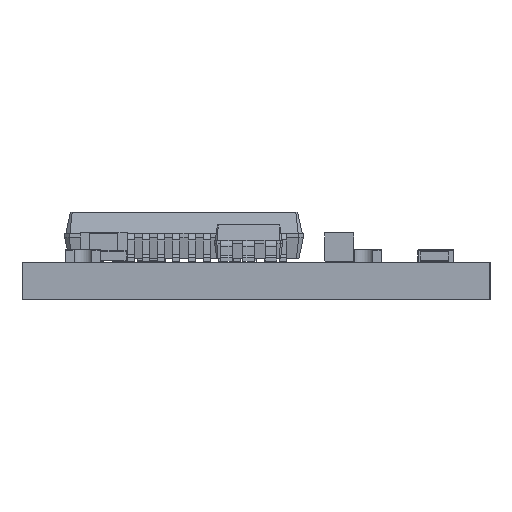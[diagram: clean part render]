
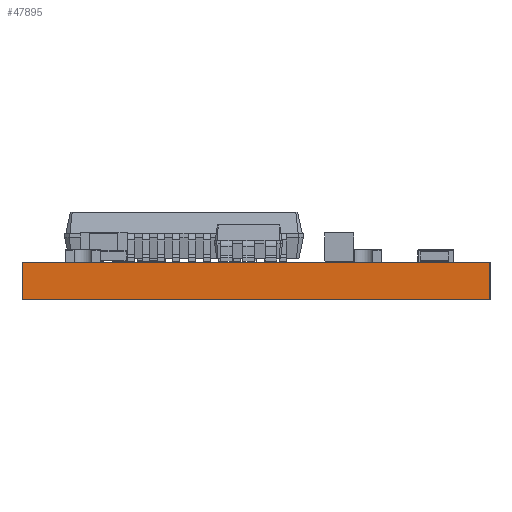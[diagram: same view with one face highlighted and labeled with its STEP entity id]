
A CAD part, left-side view. The second image highlights one B-rep face of the part: STEP entity #47895.
In plain terms, the highlighted planar face has unit normal (-1, 0, 0).
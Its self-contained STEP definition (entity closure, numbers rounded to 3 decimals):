
#47895 = ADVANCED_FACE('',(#47896),#47910,.T.);
#47896 = FACE_BOUND('',#47897,.T.);
#47897 = EDGE_LOOP('',(#47898,#47933,#47961,#47989));
#47898 = ORIENTED_EDGE('',*,*,#47899,.T.);
#47899 = EDGE_CURVE('',#47900,#47902,#47904,.T.);
#47900 = VERTEX_POINT('',#47901);
#47901 = CARTESIAN_POINT('',(123.631,-98.897,0.));
#47902 = VERTEX_POINT('',#47903);
#47903 = CARTESIAN_POINT('',(123.631,-98.897,1.6));
#47904 = SURFACE_CURVE('',#47905,(#47909,#47921),.PCURVE_S1.);
#47905 = LINE('',#47906,#47907);
#47906 = CARTESIAN_POINT('',(123.631,-98.897,0.));
#47907 = VECTOR('',#47908,1.);
#47908 = DIRECTION('',(0.,0.,1.));
#47909 = PCURVE('',#47910,#47915);
#47910 = PLANE('',#47911);
#47911 = AXIS2_PLACEMENT_3D('',#47912,#47913,#47914);
#47912 = CARTESIAN_POINT('',(123.631,-98.897,0.));
#47913 = DIRECTION('',(-1.,0.,0.));
#47914 = DIRECTION('',(0.,1.,0.));
#47915 = DEFINITIONAL_REPRESENTATION('',(#47916),#47920);
#47916 = LINE('',#47917,#47918);
#47917 = CARTESIAN_POINT('',(0.,0.));
#47918 = VECTOR('',#47919,1.);
#47919 = DIRECTION('',(0.,-1.));
#47920 = ( GEOMETRIC_REPRESENTATION_CONTEXT(2) 
PARAMETRIC_REPRESENTATION_CONTEXT() REPRESENTATION_CONTEXT('2D SPACE',''
  ) );
#47921 = PCURVE('',#47922,#47927);
#47922 = PLANE('',#47923);
#47923 = AXIS2_PLACEMENT_3D('',#47924,#47925,#47926);
#47924 = CARTESIAN_POINT('',(173.637,-98.897,0.));
#47925 = DIRECTION('',(0.,-1.,0.));
#47926 = DIRECTION('',(-1.,0.,0.));
#47927 = DEFINITIONAL_REPRESENTATION('',(#47928),#47932);
#47928 = LINE('',#47929,#47930);
#47929 = CARTESIAN_POINT('',(50.006,0.));
#47930 = VECTOR('',#47931,1.);
#47931 = DIRECTION('',(0.,-1.));
#47932 = ( GEOMETRIC_REPRESENTATION_CONTEXT(2) 
PARAMETRIC_REPRESENTATION_CONTEXT() REPRESENTATION_CONTEXT('2D SPACE',''
  ) );
#47933 = ORIENTED_EDGE('',*,*,#47934,.T.);
#47934 = EDGE_CURVE('',#47902,#47935,#47937,.T.);
#47935 = VERTEX_POINT('',#47936);
#47936 = CARTESIAN_POINT('',(123.631,-78.904,1.6));
#47937 = SURFACE_CURVE('',#47938,(#47942,#47949),.PCURVE_S1.);
#47938 = LINE('',#47939,#47940);
#47939 = CARTESIAN_POINT('',(123.631,-98.897,1.6));
#47940 = VECTOR('',#47941,1.);
#47941 = DIRECTION('',(0.,1.,0.));
#47942 = PCURVE('',#47910,#47943);
#47943 = DEFINITIONAL_REPRESENTATION('',(#47944),#47948);
#47944 = LINE('',#47945,#47946);
#47945 = CARTESIAN_POINT('',(0.,-1.6));
#47946 = VECTOR('',#47947,1.);
#47947 = DIRECTION('',(1.,0.));
#47948 = ( GEOMETRIC_REPRESENTATION_CONTEXT(2) 
PARAMETRIC_REPRESENTATION_CONTEXT() REPRESENTATION_CONTEXT('2D SPACE',''
  ) );
#47949 = PCURVE('',#47950,#47955);
#47950 = PLANE('',#47951);
#47951 = AXIS2_PLACEMENT_3D('',#47952,#47953,#47954);
#47952 = CARTESIAN_POINT('',(148.634,-88.9,1.6));
#47953 = DIRECTION('',(-0.,-0.,-1.));
#47954 = DIRECTION('',(-1.,0.,0.));
#47955 = DEFINITIONAL_REPRESENTATION('',(#47956),#47960);
#47956 = LINE('',#47957,#47958);
#47957 = CARTESIAN_POINT('',(25.003,-9.997));
#47958 = VECTOR('',#47959,1.);
#47959 = DIRECTION('',(0.,1.));
#47960 = ( GEOMETRIC_REPRESENTATION_CONTEXT(2) 
PARAMETRIC_REPRESENTATION_CONTEXT() REPRESENTATION_CONTEXT('2D SPACE',''
  ) );
#47961 = ORIENTED_EDGE('',*,*,#47962,.F.);
#47962 = EDGE_CURVE('',#47963,#47935,#47965,.T.);
#47963 = VERTEX_POINT('',#47964);
#47964 = CARTESIAN_POINT('',(123.631,-78.904,0.));
#47965 = SURFACE_CURVE('',#47966,(#47970,#47977),.PCURVE_S1.);
#47966 = LINE('',#47967,#47968);
#47967 = CARTESIAN_POINT('',(123.631,-78.904,0.));
#47968 = VECTOR('',#47969,1.);
#47969 = DIRECTION('',(0.,0.,1.));
#47970 = PCURVE('',#47910,#47971);
#47971 = DEFINITIONAL_REPRESENTATION('',(#47972),#47976);
#47972 = LINE('',#47973,#47974);
#47973 = CARTESIAN_POINT('',(19.993,0.));
#47974 = VECTOR('',#47975,1.);
#47975 = DIRECTION('',(0.,-1.));
#47976 = ( GEOMETRIC_REPRESENTATION_CONTEXT(2) 
PARAMETRIC_REPRESENTATION_CONTEXT() REPRESENTATION_CONTEXT('2D SPACE',''
  ) );
#47977 = PCURVE('',#47978,#47983);
#47978 = PLANE('',#47979);
#47979 = AXIS2_PLACEMENT_3D('',#47980,#47981,#47982);
#47980 = CARTESIAN_POINT('',(123.631,-78.904,0.));
#47981 = DIRECTION('',(0.,1.,0.));
#47982 = DIRECTION('',(1.,0.,0.));
#47983 = DEFINITIONAL_REPRESENTATION('',(#47984),#47988);
#47984 = LINE('',#47985,#47986);
#47985 = CARTESIAN_POINT('',(0.,0.));
#47986 = VECTOR('',#47987,1.);
#47987 = DIRECTION('',(0.,-1.));
#47988 = ( GEOMETRIC_REPRESENTATION_CONTEXT(2) 
PARAMETRIC_REPRESENTATION_CONTEXT() REPRESENTATION_CONTEXT('2D SPACE',''
  ) );
#47989 = ORIENTED_EDGE('',*,*,#47990,.F.);
#47990 = EDGE_CURVE('',#47900,#47963,#47991,.T.);
#47991 = SURFACE_CURVE('',#47992,(#47996,#48003),.PCURVE_S1.);
#47992 = LINE('',#47993,#47994);
#47993 = CARTESIAN_POINT('',(123.631,-98.897,0.));
#47994 = VECTOR('',#47995,1.);
#47995 = DIRECTION('',(0.,1.,0.));
#47996 = PCURVE('',#47910,#47997);
#47997 = DEFINITIONAL_REPRESENTATION('',(#47998),#48002);
#47998 = LINE('',#47999,#48000);
#47999 = CARTESIAN_POINT('',(0.,0.));
#48000 = VECTOR('',#48001,1.);
#48001 = DIRECTION('',(1.,0.));
#48002 = ( GEOMETRIC_REPRESENTATION_CONTEXT(2) 
PARAMETRIC_REPRESENTATION_CONTEXT() REPRESENTATION_CONTEXT('2D SPACE',''
  ) );
#48003 = PCURVE('',#48004,#48009);
#48004 = PLANE('',#48005);
#48005 = AXIS2_PLACEMENT_3D('',#48006,#48007,#48008);
#48006 = CARTESIAN_POINT('',(148.634,-88.9,0.));
#48007 = DIRECTION('',(-0.,-0.,-1.));
#48008 = DIRECTION('',(-1.,0.,0.));
#48009 = DEFINITIONAL_REPRESENTATION('',(#48010),#48014);
#48010 = LINE('',#48011,#48012);
#48011 = CARTESIAN_POINT('',(25.003,-9.997));
#48012 = VECTOR('',#48013,1.);
#48013 = DIRECTION('',(0.,1.));
#48014 = ( GEOMETRIC_REPRESENTATION_CONTEXT(2) 
PARAMETRIC_REPRESENTATION_CONTEXT() REPRESENTATION_CONTEXT('2D SPACE',''
  ) );
